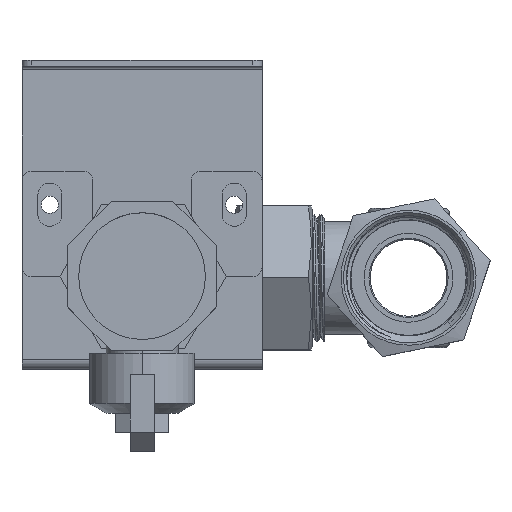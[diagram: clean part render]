
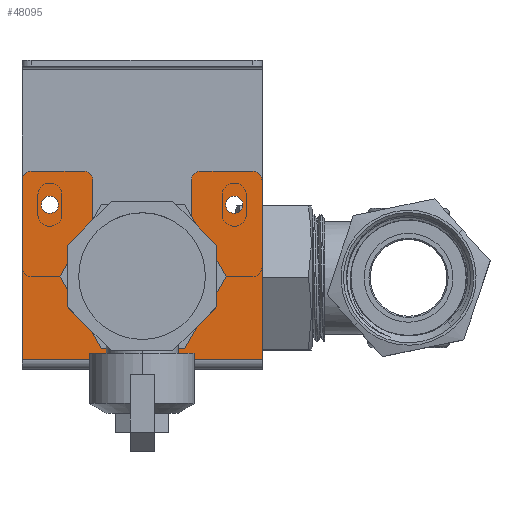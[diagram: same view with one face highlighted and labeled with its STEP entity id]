
A CAD part, top view. The second image highlights one B-rep face of the part: STEP entity #48095.
In plain terms, the highlighted face is planar.
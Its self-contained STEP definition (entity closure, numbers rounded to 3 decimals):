
#1160 = EDGE_CURVE ( 'NONE', #52922, #62937, #6955, .T. ) ;
#2195 = VERTEX_POINT ( 'NONE', #42761 ) ;
#3500 = CIRCLE ( 'NONE', #93751, 2. ) ;
#6107 = VECTOR ( 'NONE', #72885, 1000. ) ;
#6914 = VECTOR ( 'NONE', #126325, 1000. ) ;
#6955 = LINE ( 'NONE', #17342, #50753 ) ;
#7496 = AXIS2_PLACEMENT_3D ( 'NONE', #56407, #43282, #45981 ) ;
#8761 = CARTESIAN_POINT ( 'NONE',  ( -25., 18.625, -1. ) ) ;
#9048 = CARTESIAN_POINT ( 'NONE',  ( 19.2, -13.625, -1. ) ) ;
#11067 = FACE_OUTER_BOUND ( 'NONE', #109048, .T. ) ;
#11317 = VERTEX_POINT ( 'NONE', #82570 ) ;
#12498 = CARTESIAN_POINT ( 'NONE',  ( -25., -20.625, -1. ) ) ;
#13245 = CARTESIAN_POINT ( 'NONE',  ( -17.4, -13.625, -1. ) ) ;
#13483 = EDGE_CURVE ( 'NONE', #79667, #88604, #110832, .T. ) ;
#15300 = DIRECTION ( 'NONE',  ( 0., -1., 0. ) ) ;
#17342 = CARTESIAN_POINT ( 'NONE',  ( -25., -20.625, -1. ) ) ;
#18272 = DIRECTION ( 'NONE',  ( -1., 0., 0. ) ) ;
#18627 = AXIS2_PLACEMENT_3D ( 'NONE', #134885, #40775, #30376 ) ;
#20118 = CIRCLE ( 'NONE', #59966, 1.8 ) ;
#20764 = DIRECTION ( 'NONE',  ( 0., 0., -1. ) ) ;
#21121 = DIRECTION ( 'NONE',  ( 1., 0., 0. ) ) ;
#21717 = LINE ( 'NONE', #33453, #25173 ) ;
#21787 = CARTESIAN_POINT ( 'NONE',  ( -19.2, -13.625, -1. ) ) ;
#23520 = EDGE_CURVE ( 'NONE', #11317, #109093, #20118, .T. ) ;
#25173 = VECTOR ( 'NONE', #53624, 1000. ) ;
#26680 = ORIENTED_EDGE ( 'NONE', *, *, #13483, .F. ) ;
#27308 = EDGE_CURVE ( 'NONE', #53512, #55199, #64415, .T. ) ;
#30067 = VERTEX_POINT ( 'NONE', #63224 ) ;
#30354 = LINE ( 'NONE', #101023, #133505 ) ;
#30376 = DIRECTION ( 'NONE',  ( -1., 0., 0. ) ) ;
#30817 = LINE ( 'NONE', #74439, #6914 ) ;
#33156 = CARTESIAN_POINT ( 'NONE',  ( 0., 0., -1. ) ) ;
#33453 = CARTESIAN_POINT ( 'NONE',  ( 25., -20.625, -1. ) ) ;
#34706 = EDGE_CURVE ( 'NONE', #2195, #55199, #3500, .T. ) ;
#35524 = VERTEX_POINT ( 'NONE', #134256 ) ;
#35875 = CIRCLE ( 'NONE', #49268, 2. ) ;
#36541 = CIRCLE ( 'NONE', #7496, 2. ) ;
#38425 = CARTESIAN_POINT ( 'NONE',  ( 0., 1.375, -1. ) ) ;
#40663 = DIRECTION ( 'NONE',  ( 0., 0., 1. ) ) ;
#40775 = DIRECTION ( 'NONE',  ( 0., 0., -1. ) ) ;
#41104 = AXIS2_PLACEMENT_3D ( 'NONE', #73176, #40663, #62119 ) ;
#42761 = CARTESIAN_POINT ( 'NONE',  ( -10.25, -18.625, -1. ) ) ;
#42907 = EDGE_LOOP ( 'NONE', ( #88462, #107877 ) ) ;
#43282 = DIRECTION ( 'NONE',  ( 0., 0., -1. ) ) ;
#43611 = PLANE ( 'NONE',  #99879 ) ;
#45452 = CIRCLE ( 'NONE', #41104, 1.8 ) ;
#45981 = DIRECTION ( 'NONE',  ( -1., 0., 0. ) ) ;
#46949 = ORIENTED_EDGE ( 'NONE', *, *, #76324, .T. ) ;
#48095 = ADVANCED_FACE ( 'NONE', ( #55368, #54696, #11067 ), #43611, .T. ) ;
#49268 = AXIS2_PLACEMENT_3D ( 'NONE', #61879, #115809, #93667 ) ;
#49981 = ORIENTED_EDGE ( 'NONE', *, *, #69717, .T. ) ;
#50000 = ORIENTED_EDGE ( 'NONE', *, *, #95316, .T. ) ;
#50515 = VERTEX_POINT ( 'NONE', #122764 ) ;
#50753 = VECTOR ( 'NONE', #15300, 1000. ) ;
#50981 = EDGE_CURVE ( 'NONE', #109093, #11317, #106882, .T. ) ;
#51206 = AXIS2_PLACEMENT_3D ( 'NONE', #38425, #80583, #18272 ) ;
#52567 = VERTEX_POINT ( 'NONE', #13245 ) ;
#52922 = VERTEX_POINT ( 'NONE', #8761 ) ;
#53463 = ORIENTED_EDGE ( 'NONE', *, *, #34706, .T. ) ;
#53512 = VERTEX_POINT ( 'NONE', #59388 ) ;
#53624 = DIRECTION ( 'NONE',  ( 0., 1., 0. ) ) ;
#54696 = FACE_BOUND ( 'NONE', #111268, .T. ) ;
#55199 = VERTEX_POINT ( 'NONE', #61098 ) ;
#55368 = FACE_BOUND ( 'NONE', #42907, .T. ) ;
#56407 = CARTESIAN_POINT ( 'NONE',  ( 23., -18.625, -1. ) ) ;
#57872 = CARTESIAN_POINT ( 'NONE',  ( 10.25, 0., -1. ) ) ;
#58180 = ORIENTED_EDGE ( 'NONE', *, *, #1160, .F. ) ;
#58349 = VECTOR ( 'NONE', #86500, 1000. ) ;
#59388 = CARTESIAN_POINT ( 'NONE',  ( -23., -20.625, -1. ) ) ;
#59966 = AXIS2_PLACEMENT_3D ( 'NONE', #136307, #63668, #125246 ) ;
#60306 = AXIS2_PLACEMENT_3D ( 'NONE', #21787, #73738, #21121 ) ;
#61098 = CARTESIAN_POINT ( 'NONE',  ( -12.25, -20.625, -1. ) ) ;
#61879 = CARTESIAN_POINT ( 'NONE',  ( 12.25, -18.625, -1. ) ) ;
#62119 = DIRECTION ( 'NONE',  ( 1., 0., 0. ) ) ;
#62937 = VERTEX_POINT ( 'NONE', #110206 ) ;
#63224 = CARTESIAN_POINT ( 'NONE',  ( -21., -13.625, -1. ) ) ;
#63488 = EDGE_CURVE ( 'NONE', #35524, #91643, #30354, .T. ) ;
#63668 = DIRECTION ( 'NONE',  ( 0., 0., 1. ) ) ;
#64415 = LINE ( 'NONE', #12498, #58349 ) ;
#69717 = EDGE_CURVE ( 'NONE', #79667, #2195, #30817, .T. ) ;
#70451 = VERTEX_POINT ( 'NONE', #80886 ) ;
#70863 = LINE ( 'NONE', #125463, #6107 ) ;
#72444 = EDGE_CURVE ( 'NONE', #79455, #50515, #21717, .T. ) ;
#72885 = DIRECTION ( 'NONE',  ( 1., 0., 0. ) ) ;
#73176 = CARTESIAN_POINT ( 'NONE',  ( -19.2, -13.625, -1. ) ) ;
#73738 = DIRECTION ( 'NONE',  ( 0., 0., 1. ) ) ;
#73966 = EDGE_CURVE ( 'NONE', #79455, #91643, #36541, .T. ) ;
#74439 = CARTESIAN_POINT ( 'NONE',  ( -10.25, 0., -1. ) ) ;
#74592 = EDGE_CURVE ( 'NONE', #53512, #62937, #111379, .T. ) ;
#76324 = EDGE_CURVE ( 'NONE', #70451, #88604, #109711, .T. ) ;
#76761 = ORIENTED_EDGE ( 'NONE', *, *, #101522, .T. ) ;
#76931 = ORIENTED_EDGE ( 'NONE', *, *, #73966, .T. ) ;
#78679 = CARTESIAN_POINT ( 'NONE',  ( -10.25, 1.375, -1. ) ) ;
#79455 = VERTEX_POINT ( 'NONE', #107777 ) ;
#79667 = VERTEX_POINT ( 'NONE', #78679 ) ;
#80235 = CIRCLE ( 'NONE', #60306, 1.8 ) ;
#80583 = DIRECTION ( 'NONE',  ( 0., 0., -1. ) ) ;
#80886 = CARTESIAN_POINT ( 'NONE',  ( 10.25, -18.625, -1. ) ) ;
#81938 = ORIENTED_EDGE ( 'NONE', *, *, #125832, .T. ) ;
#82570 = CARTESIAN_POINT ( 'NONE',  ( 21., -13.625, -1. ) ) ;
#86500 = DIRECTION ( 'NONE',  ( 1., 0., 0. ) ) ;
#87057 = AXIS2_PLACEMENT_3D ( 'NONE', #9048, #93458, #135696 ) ;
#88039 = CARTESIAN_POINT ( 'NONE',  ( 23., -20.625, -1. ) ) ;
#88462 = ORIENTED_EDGE ( 'NONE', *, *, #23520, .T. ) ;
#88604 = VERTEX_POINT ( 'NONE', #108407 ) ;
#90359 = DIRECTION ( 'NONE',  ( 0., 1., 0. ) ) ;
#91643 = VERTEX_POINT ( 'NONE', #88039 ) ;
#93133 = DIRECTION ( 'NONE',  ( -1., 0., 0. ) ) ;
#93458 = DIRECTION ( 'NONE',  ( 0., 0., 1. ) ) ;
#93667 = DIRECTION ( 'NONE',  ( -1., 0., 0. ) ) ;
#93751 = AXIS2_PLACEMENT_3D ( 'NONE', #136060, #116642, #93133 ) ;
#95316 = EDGE_CURVE ( 'NONE', #52567, #30067, #80235, .T. ) ;
#99169 = ORIENTED_EDGE ( 'NONE', *, *, #63488, .F. ) ;
#99879 = AXIS2_PLACEMENT_3D ( 'NONE', #33156, #20764, #117613 ) ;
#101023 = CARTESIAN_POINT ( 'NONE',  ( -25., -20.625, -1. ) ) ;
#101522 = EDGE_CURVE ( 'NONE', #52922, #50515, #70863, .T. ) ;
#106882 = CIRCLE ( 'NONE', #87057, 1.8 ) ;
#107777 = CARTESIAN_POINT ( 'NONE',  ( 25., -18.625, -1. ) ) ;
#107877 = ORIENTED_EDGE ( 'NONE', *, *, #50981, .T. ) ;
#108407 = CARTESIAN_POINT ( 'NONE',  ( 10.25, 1.375, -1. ) ) ;
#109048 = EDGE_LOOP ( 'NONE', ( #136461, #134932, #58180, #76761, #120759, #76931, #99169, #127052, #46949, #26680, #49981, #53463 ) ) ;
#109093 = VERTEX_POINT ( 'NONE', #125896 ) ;
#109711 = LINE ( 'NONE', #57872, #131861 ) ;
#110206 = CARTESIAN_POINT ( 'NONE',  ( -25., -18.625, -1. ) ) ;
#110832 = CIRCLE ( 'NONE', #51206, 10.25 ) ;
#111268 = EDGE_LOOP ( 'NONE', ( #50000, #81938 ) ) ;
#111379 = CIRCLE ( 'NONE', #18627, 2. ) ;
#115809 = DIRECTION ( 'NONE',  ( 0., 0., -1. ) ) ;
#116642 = DIRECTION ( 'NONE',  ( 0., 0., -1. ) ) ;
#117613 = DIRECTION ( 'NONE',  ( -1., 0., 0. ) ) ;
#120759 = ORIENTED_EDGE ( 'NONE', *, *, #72444, .F. ) ;
#122764 = CARTESIAN_POINT ( 'NONE',  ( 25., 18.625, -1. ) ) ;
#123114 = DIRECTION ( 'NONE',  ( 1., 0., 0. ) ) ;
#125246 = DIRECTION ( 'NONE',  ( 1., 0., 0. ) ) ;
#125463 = CARTESIAN_POINT ( 'NONE',  ( -25., 18.625, -1. ) ) ;
#125832 = EDGE_CURVE ( 'NONE', #30067, #52567, #45452, .T. ) ;
#125896 = CARTESIAN_POINT ( 'NONE',  ( 17.4, -13.625, -1. ) ) ;
#126325 = DIRECTION ( 'NONE',  ( 0., -1., 0. ) ) ;
#127052 = ORIENTED_EDGE ( 'NONE', *, *, #132654, .T. ) ;
#131861 = VECTOR ( 'NONE', #90359, 1000. ) ;
#132654 = EDGE_CURVE ( 'NONE', #35524, #70451, #35875, .T. ) ;
#133505 = VECTOR ( 'NONE', #123114, 1000. ) ;
#134256 = CARTESIAN_POINT ( 'NONE',  ( 12.25, -20.625, -1. ) ) ;
#134885 = CARTESIAN_POINT ( 'NONE',  ( -23., -18.625, -1. ) ) ;
#134932 = ORIENTED_EDGE ( 'NONE', *, *, #74592, .T. ) ;
#135696 = DIRECTION ( 'NONE',  ( 1., 0., 0. ) ) ;
#136060 = CARTESIAN_POINT ( 'NONE',  ( -12.25, -18.625, -1. ) ) ;
#136307 = CARTESIAN_POINT ( 'NONE',  ( 19.2, -13.625, -1. ) ) ;
#136461 = ORIENTED_EDGE ( 'NONE', *, *, #27308, .F. ) ;
